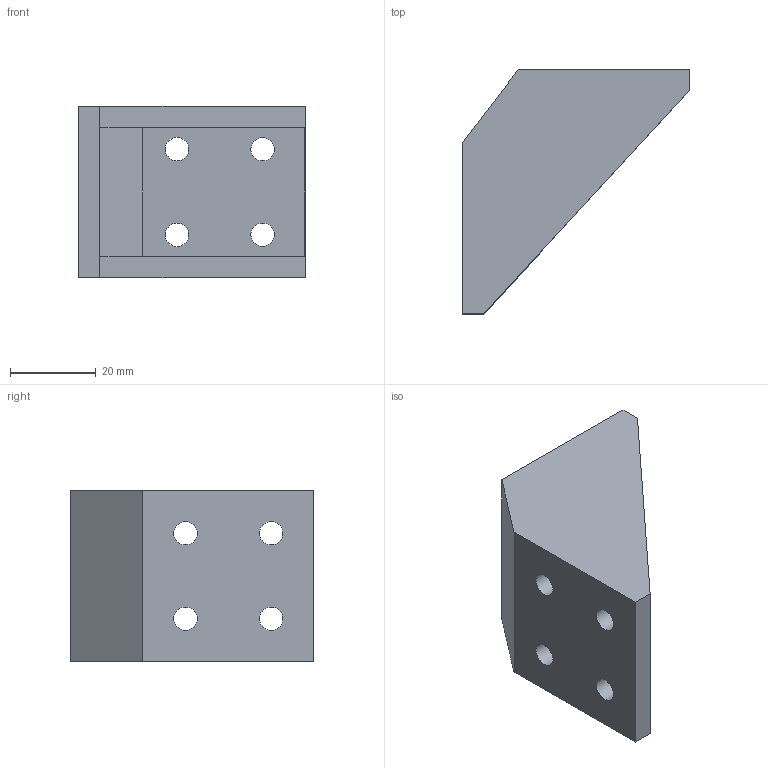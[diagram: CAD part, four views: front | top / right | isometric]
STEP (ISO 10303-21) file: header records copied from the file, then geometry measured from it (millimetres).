
FILE_DESCRIPTION(/* description */ ('','CAx-IF Rec.Pracs.---Representation and Presentation of Product Manufacturing Information (PMI)---4.0---2014-10-13'),/* implementation_level */ '2;1');
FILE_NAME(/* name */ '83620de3-87bb-4bc3-85d8-e341b30cfd7d.stp',/* time_stamp */ '2024-12-06T15:44:32Z',/* author */ (''),/* organization */ (''),/* preprocessor_version */ 'ST-DEVELOPER v20',/* originating_system */ 'Autodesk Translation Framework v13.20.0.188',/* authorisation */ '');
FILE_SCHEMA (('AP242_MANAGED_MODEL_BASED_3D_ENGINEERING_MIM_LF { 1 0 10303 442 1 1 4 }'));
Length unit declared in the file: millimetre
Products named in the file (1): front leg support
Bounding box: 53 x 57 x 40 mm (x, y, z)
Volume: 29626 mm3; surface area: 13980.8 mm2
Topology: 1 solids, 1 shells, 21 faces, 54 edges, 36 vertices
Faces by surface type: plane 13, cylinder 8
Full cylindrical faces by diameter (mm): 5.5 x8
Entity records: 709 total; most frequent: DIRECTION 114, CARTESIAN_POINT 112, ORIENTED_EDGE 108, EDGE_CURVE 54, EDGE_LOOP 38, LINE 38, VECTOR 38, AXIS2_PLACEMENT_3D 38
